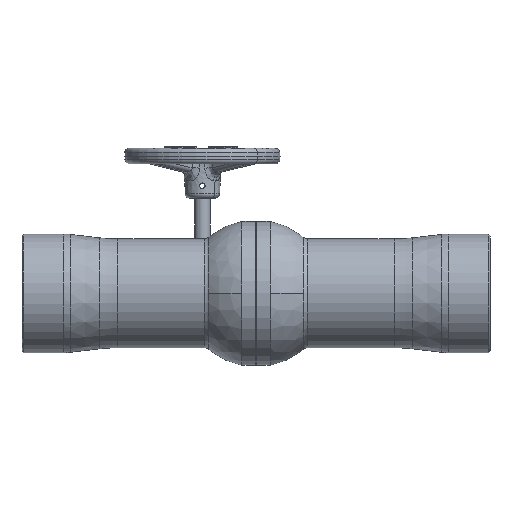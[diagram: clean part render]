
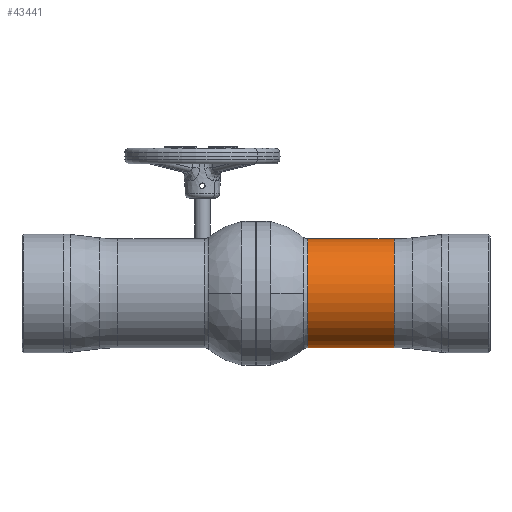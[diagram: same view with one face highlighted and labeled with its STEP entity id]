
A CAD part, front view. The second image highlights one B-rep face of the part: STEP entity #43441.
In plain terms, the highlighted cylindrical face has radius 34.9 mm (diameter 69.8 mm), a partial arc.
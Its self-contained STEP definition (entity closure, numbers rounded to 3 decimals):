
#3765 = DIRECTION ( 'NONE',  ( 1., 0., 0. ) ) ;
#6056 = EDGE_CURVE ( 'NONE', #23295, #22796, #7293, .T. ) ;
#6072 = CARTESIAN_POINT ( 'NONE',  ( 88.5, 71.142, 34.9 ) ) ;
#6268 = DIRECTION ( 'NONE',  ( 1., 0., 0. ) ) ;
#7293 = LINE ( 'NONE', #35325, #20820 ) ;
#8694 = AXIS2_PLACEMENT_3D ( 'NONE', #24614, #3765, #17815 ) ;
#9433 = ORIENTED_EDGE ( 'NONE', *, *, #22042, .T. ) ;
#9458 = CIRCLE ( 'NONE', #23924, 34.9 ) ;
#10533 = ORIENTED_EDGE ( 'NONE', *, *, #31819, .T. ) ;
#10890 = CIRCLE ( 'NONE', #13083, 34.9 ) ;
#11476 = CYLINDRICAL_SURFACE ( 'NONE', #8694, 34.9 ) ;
#12149 = DIRECTION ( 'NONE',  ( 1., 0., 0. ) ) ;
#13083 = AXIS2_PLACEMENT_3D ( 'NONE', #42229, #43344, #15561 ) ;
#15561 = DIRECTION ( 'NONE',  ( 0., 0., 1. ) ) ;
#15600 = EDGE_CURVE ( 'NONE', #22796, #29367, #10890, .T. ) ;
#17815 = DIRECTION ( 'NONE',  ( 0., 0., 1. ) ) ;
#20819 = ORIENTED_EDGE ( 'NONE', *, *, #15600, .F. ) ;
#20820 = VECTOR ( 'NONE', #34879, 1000. ) ;
#22042 = EDGE_CURVE ( 'NONE', #23295, #34753, #9458, .T. ) ;
#22796 = VERTEX_POINT ( 'NONE', #6072 ) ;
#23295 = VERTEX_POINT ( 'NONE', #30478 ) ;
#23924 = AXIS2_PLACEMENT_3D ( 'NONE', #42907, #12149, #39739 ) ;
#24614 = CARTESIAN_POINT ( 'NONE',  ( 222.77, 71.142, 0. ) ) ;
#29367 = VERTEX_POINT ( 'NONE', #33806 ) ;
#30289 = CARTESIAN_POINT ( 'NONE',  ( 222.77, 71.142, -34.9 ) ) ;
#30478 = CARTESIAN_POINT ( 'NONE',  ( 33.165, 71.142, 34.9 ) ) ;
#30774 = VECTOR ( 'NONE', #6268, 1000. ) ;
#31819 = EDGE_CURVE ( 'NONE', #34753, #29367, #37701, .T. ) ;
#33806 = CARTESIAN_POINT ( 'NONE',  ( 88.5, 71.142, -34.9 ) ) ;
#33873 = EDGE_LOOP ( 'NONE', ( #9433, #10533, #20819, #40792 ) ) ;
#34753 = VERTEX_POINT ( 'NONE', #39666 ) ;
#34879 = DIRECTION ( 'NONE',  ( 1., 0., 0. ) ) ;
#35325 = CARTESIAN_POINT ( 'NONE',  ( 222.77, 71.142, 34.9 ) ) ;
#37701 = LINE ( 'NONE', #30289, #30774 ) ;
#38605 = FACE_OUTER_BOUND ( 'NONE', #33873, .T. ) ;
#39666 = CARTESIAN_POINT ( 'NONE',  ( 33.165, 71.142, -34.9 ) ) ;
#39739 = DIRECTION ( 'NONE',  ( 0., 0., 1. ) ) ;
#40792 = ORIENTED_EDGE ( 'NONE', *, *, #6056, .F. ) ;
#42229 = CARTESIAN_POINT ( 'NONE',  ( 88.5, 71.142, 0. ) ) ;
#42907 = CARTESIAN_POINT ( 'NONE',  ( 33.165, 71.142, 0. ) ) ;
#43344 = DIRECTION ( 'NONE',  ( 1., 0., 0. ) ) ;
#43441 = ADVANCED_FACE ( 'NONE', ( #38605 ), #11476, .T. ) ;
